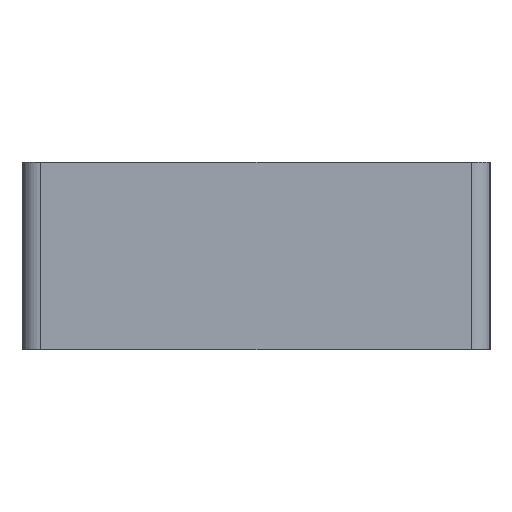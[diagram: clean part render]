
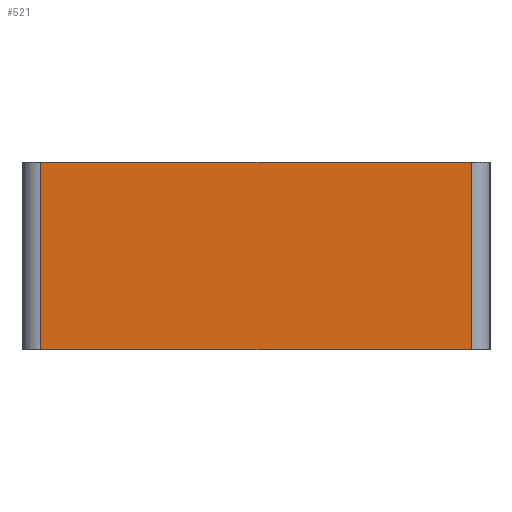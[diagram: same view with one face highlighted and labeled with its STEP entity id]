
A CAD part, left-side view. The second image highlights one B-rep face of the part: STEP entity #521.
In plain terms, the highlighted planar face has unit normal (-1, 0, 0).
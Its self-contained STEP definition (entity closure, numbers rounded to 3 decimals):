
#8 = VERTEX_POINT ( 'NONE', #137 ) ;
#12 = DIRECTION ( 'NONE',  ( 0., 0., -1. ) ) ;
#48 = CARTESIAN_POINT ( 'NONE',  ( -33.5, 2.3, -1. ) ) ;
#51 = LINE ( 'NONE', #220, #240 ) ;
#55 = EDGE_CURVE ( 'NONE', #502, #537, #51, .T. ) ;
#69 = ORIENTED_EDGE ( 'NONE', *, *, #434, .T. ) ;
#72 = VECTOR ( 'NONE', #484, 1000. ) ;
#137 = CARTESIAN_POINT ( 'NONE',  ( -33.5, 2.3, 1. ) ) ;
#141 = CARTESIAN_POINT ( 'NONE',  ( -33.5, 2.5, 1. ) ) ;
#158 = ORIENTED_EDGE ( 'NONE', *, *, #469, .T. ) ;
#209 = LINE ( 'NONE', #556, #269 ) ;
#211 = EDGE_LOOP ( 'NONE', ( #543, #158, #328, #69 ) ) ;
#212 = CARTESIAN_POINT ( 'NONE',  ( -33.5, -2.3, 1. ) ) ;
#214 = AXIS2_PLACEMENT_3D ( 'NONE', #227, #266, #12 ) ;
#220 = CARTESIAN_POINT ( 'NONE',  ( -33.5, 2.5, -1. ) ) ;
#227 = CARTESIAN_POINT ( 'NONE',  ( -33.5, 0., 0. ) ) ;
#240 = VECTOR ( 'NONE', #309, 1000. ) ;
#257 = DIRECTION ( 'NONE',  ( 0., 0., 1. ) ) ;
#262 = LINE ( 'NONE', #141, #382 ) ;
#266 = DIRECTION ( 'NONE',  ( 1., 0., 0. ) ) ;
#269 = VECTOR ( 'NONE', #257, 1000. ) ;
#308 = CARTESIAN_POINT ( 'NONE',  ( -33.5, 2.3, 0. ) ) ;
#309 = DIRECTION ( 'NONE',  ( 0., 1., 0. ) ) ;
#310 = DIRECTION ( 'NONE',  ( 0., -1., 0. ) ) ;
#328 = ORIENTED_EDGE ( 'NONE', *, *, #55, .F. ) ;
#382 = VECTOR ( 'NONE', #310, 1000. ) ;
#399 = CARTESIAN_POINT ( 'NONE',  ( -33.5, -2.3, -1. ) ) ;
#421 = VERTEX_POINT ( 'NONE', #212 ) ;
#432 = FACE_OUTER_BOUND ( 'NONE', #211, .T. ) ;
#434 = EDGE_CURVE ( 'NONE', #502, #421, #209, .T. ) ;
#469 = EDGE_CURVE ( 'NONE', #8, #537, #475, .T. ) ;
#475 = LINE ( 'NONE', #308, #72 ) ;
#484 = DIRECTION ( 'NONE',  ( 0., 0., -1. ) ) ;
#502 = VERTEX_POINT ( 'NONE', #399 ) ;
#503 = EDGE_CURVE ( 'NONE', #8, #421, #262, .T. ) ;
#521 = ADVANCED_FACE ( 'NONE', ( #432 ), #533, .F. ) ;
#533 = PLANE ( 'NONE',  #214 ) ;
#537 = VERTEX_POINT ( 'NONE', #48 ) ;
#543 = ORIENTED_EDGE ( 'NONE', *, *, #503, .F. ) ;
#556 = CARTESIAN_POINT ( 'NONE',  ( -33.5, -2.3, 0. ) ) ;
